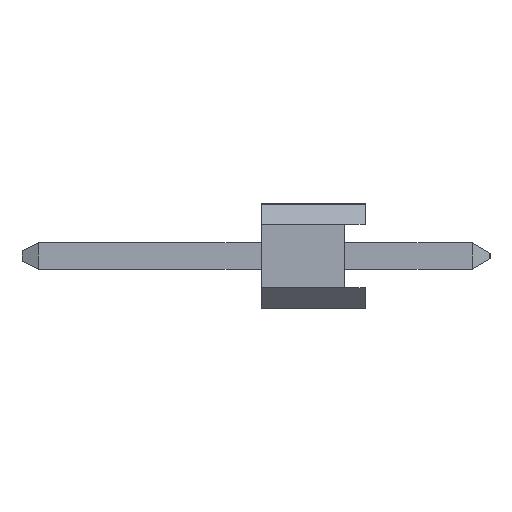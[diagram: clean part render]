
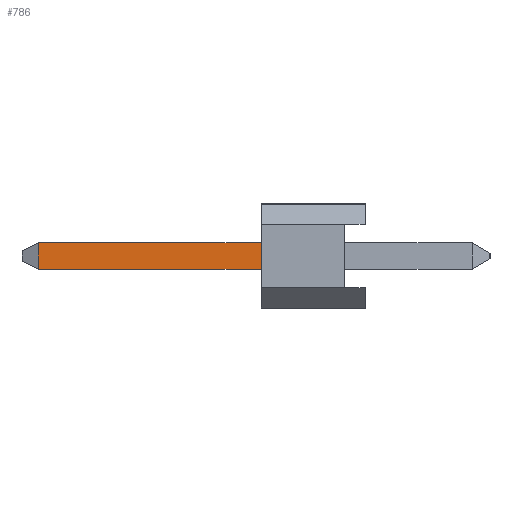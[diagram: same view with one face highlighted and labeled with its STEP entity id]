
A CAD part, left-side view. The second image highlights one B-rep face of the part: STEP entity #786.
In plain terms, the highlighted planar face has unit normal (-1, 0, 0).
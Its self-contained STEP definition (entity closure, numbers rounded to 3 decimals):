
#5 = VERTEX_POINT ( 'NONE', #911 ) ;
#87 = VECTOR ( 'NONE', #180, 1000. ) ;
#114 = LINE ( 'NONE', #838, #87 ) ;
#128 = ORIENTED_EDGE ( 'NONE', *, *, #280, .F. ) ;
#176 = PLANE ( 'NONE',  #453 ) ;
#180 = DIRECTION ( 'NONE',  ( 0., 0., 1. ) ) ;
#181 = EDGE_CURVE ( 'NONE', #650, #5, #114, .T. ) ;
#218 = ORIENTED_EDGE ( 'NONE', *, *, #181, .T. ) ;
#229 = EDGE_CURVE ( 'NONE', #1025, #776, #275, .T. ) ;
#250 = CARTESIAN_POINT ( 'NONE',  ( -0.32, 8.38, -0.425 ) ) ;
#255 = FACE_OUTER_BOUND ( 'NONE', #564, .T. ) ;
#270 = ORIENTED_EDGE ( 'NONE', *, *, #229, .T. ) ;
#275 = LINE ( 'NONE', #730, #706 ) ;
#280 = EDGE_CURVE ( 'NONE', #1025, #5, #364, .T. ) ;
#325 = CARTESIAN_POINT ( 'NONE',  ( -0.32, 7.98, -0.425 ) ) ;
#364 = LINE ( 'NONE', #451, #662 ) ;
#377 = LINE ( 'NONE', #383, #579 ) ;
#383 = CARTESIAN_POINT ( 'NONE',  ( -0.32, 8.38, -0.425 ) ) ;
#417 = DIRECTION ( 'NONE',  ( 1., 0., 0. ) ) ;
#442 = CARTESIAN_POINT ( 'NONE',  ( -0.32, 7.98, 0.215 ) ) ;
#449 = EDGE_CURVE ( 'NONE', #776, #650, #377, .T. ) ;
#451 = CARTESIAN_POINT ( 'NONE',  ( -0.32, 8.38, 0.215 ) ) ;
#453 = AXIS2_PLACEMENT_3D ( 'NONE', #250, #417, #1002 ) ;
#564 = EDGE_LOOP ( 'NONE', ( #128, #270, #944, #218 ) ) ;
#579 = VECTOR ( 'NONE', #700, 1000. ) ;
#650 = VERTEX_POINT ( 'NONE', #956 ) ;
#662 = VECTOR ( 'NONE', #781, 1000. ) ;
#700 = DIRECTION ( 'NONE',  ( 0., -1., 0. ) ) ;
#706 = VECTOR ( 'NONE', #768, 1000. ) ;
#730 = CARTESIAN_POINT ( 'NONE',  ( -0.32, 7.98, -0.425 ) ) ;
#768 = DIRECTION ( 'NONE',  ( 0., 0., -1. ) ) ;
#776 = VERTEX_POINT ( 'NONE', #325 ) ;
#781 = DIRECTION ( 'NONE',  ( 0., -1., 0. ) ) ;
#786 = ADVANCED_FACE ( 'NONE', ( #255 ), #176, .F. ) ;
#838 = CARTESIAN_POINT ( 'NONE',  ( -0.32, 2.54, -0.425 ) ) ;
#911 = CARTESIAN_POINT ( 'NONE',  ( -0.32, 2.54, 0.215 ) ) ;
#944 = ORIENTED_EDGE ( 'NONE', *, *, #449, .T. ) ;
#956 = CARTESIAN_POINT ( 'NONE',  ( -0.32, 2.54, -0.425 ) ) ;
#1002 = DIRECTION ( 'NONE',  ( 0., 0., -1. ) ) ;
#1025 = VERTEX_POINT ( 'NONE', #442 ) ;
